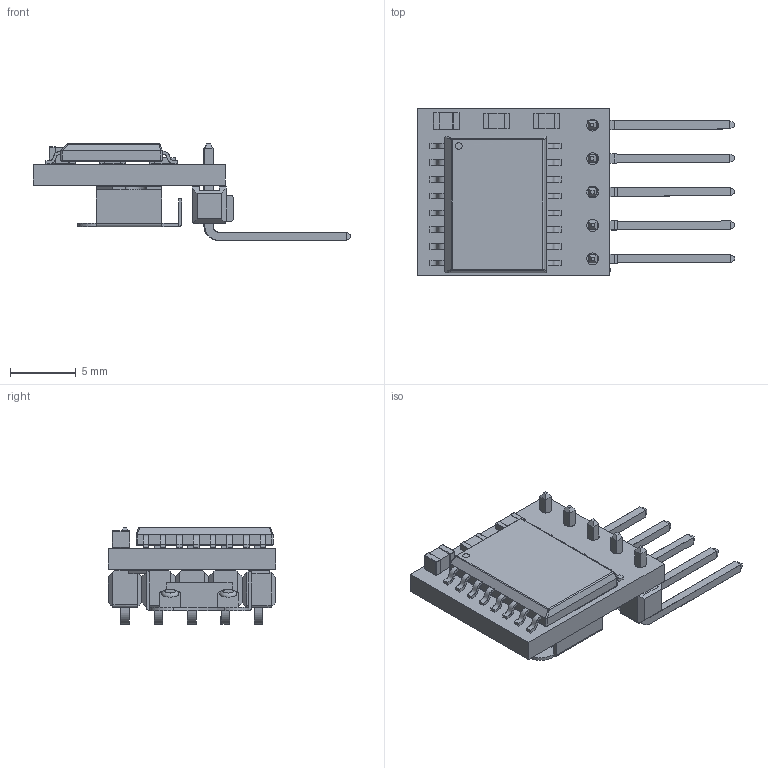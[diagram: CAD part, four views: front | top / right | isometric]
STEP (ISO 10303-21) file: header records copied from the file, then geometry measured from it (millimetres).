
FILE_DESCRIPTION(/* description */ (''),/* implementation_level */ '2;1');
FILE_NAME(/* name */ 'DS3231 Mini.step',/* time_stamp */ '2020-08-17T19:19:44+02:00',/* author */ (''),/* organization */ (''),/* preprocessor_version */ 'ST-DEVELOPER v18.1',/* originating_system */ 'Autodesk Translation Framework v9.3.0.1241',/* authorisation */ '');
FILE_SCHEMA (('AUTOMOTIVE_DESIGN { 1 0 10303 214 3 1 1 }'));
Length unit declared in the file: millimetre
Products named in the file (8): User Library-DS3231 Mini; Board_RTC_3231_Mini; cap_0805; 2998; res_0805; soic-16_300mil; Header 1x5; Pin Header 1x5 TH Angle Pitch 2.54mm Copy Copy
Assembly tree (8 placements, depth 3):
  User Library-DS3231 Mini
    Board_RTC_3231_Mini
    cap_0805
    2998
    res_0805  x2
    soic-16_300mil
    Header 1x5
      Pin Header 1x5 TH Angle Pitch 2.54mm Copy Copy
Bounding box: 24.15 x 12.71 x 7.37 mm (x, y, z)
Volume: 507.3 mm3; surface area: 1417 mm2
Topology: 29 solids, 101 shells, 577 faces, 1576 edges, 1127 vertices
Faces by surface type: plane 456, cylinder 63, bspline 52, sphere 4, torus 2
Full cylindrical faces by diameter (mm): 0.9 x5, 1.3 x2
Entity records: 18533 total; most frequent: CARTESIAN_POINT 4888, ORIENTED_EDGE 2572, DIRECTION 2512, EDGE_CURVE 1468, LINE 1176, VECTOR 1176, VERTEX_POINT 1067, AXIS2_PLACEMENT_3D 668
